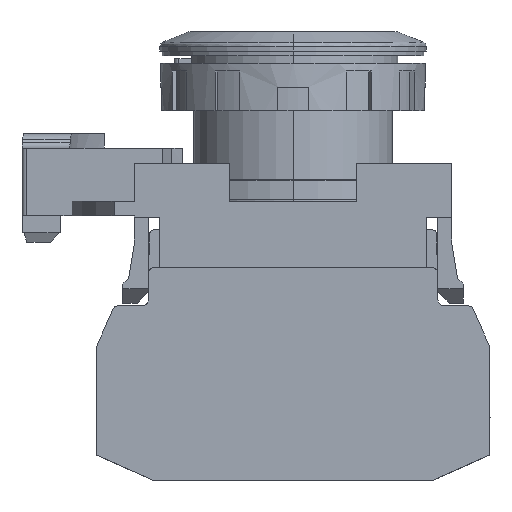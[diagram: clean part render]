
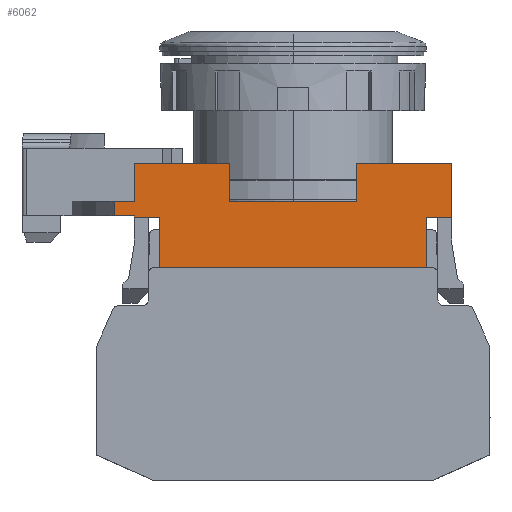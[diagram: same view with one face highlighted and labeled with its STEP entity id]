
A CAD part, left-side view. The second image highlights one B-rep face of the part: STEP entity #6062.
In plain terms, the highlighted planar face has unit normal (-1, 0, 0).
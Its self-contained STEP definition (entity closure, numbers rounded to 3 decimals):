
#2937 = EDGE_LOOP ( 'NONE', ( #6680, #6681, #6682, #6678, #6683, #6684, #6685, #6686, #6687, #6688, #6689, #6690, #6691, #6692, #6694, #6693 ) ) ;
#5096 = VERTEX_POINT ( 'NONE', #13997 ) ;
#5097 = VERTEX_POINT ( 'NONE', #13998 ) ;
#5101 = VERTEX_POINT ( 'NONE', #14002 ) ;
#5102 = VERTEX_POINT ( 'NONE', #14003 ) ;
#5169 = VERTEX_POINT ( 'NONE', #14800 ) ;
#5170 = VERTEX_POINT ( 'NONE', #14801 ) ;
#5171 = VERTEX_POINT ( 'NONE', #14802 ) ;
#5172 = VERTEX_POINT ( 'NONE', #14803 ) ;
#5174 = VERTEX_POINT ( 'NONE', #14805 ) ;
#5178 = VERTEX_POINT ( 'NONE', #14809 ) ;
#5179 = VERTEX_POINT ( 'NONE', #14810 ) ;
#5181 = VERTEX_POINT ( 'NONE', #14812 ) ;
#5183 = VERTEX_POINT ( 'NONE', #14814 ) ;
#5184 = VERTEX_POINT ( 'NONE', #14815 ) ;
#5205 = VERTEX_POINT ( 'NONE', #14836 ) ;
#5206 = VERTEX_POINT ( 'NONE', #14837 ) ;
#5919 = EDGE_CURVE ( 'NONE', #5096, #5097, #16334, .T. ) ;
#5925 = EDGE_CURVE ( 'NONE', #5102, #5101, #16352, .T. ) ;
#6062 = ADVANCED_FACE ( 'NONE', ( #17232 ), #16792, .F. ) ;
#6101 = EDGE_CURVE ( 'NONE', #5169, #5096, #16945, .T. ) ;
#6102 = EDGE_CURVE ( 'NONE', #5097, #5101, #16948, .T. ) ;
#6105 = EDGE_CURVE ( 'NONE', #5102, #5170, #16957, .T. ) ;
#6107 = EDGE_CURVE ( 'NONE', #5170, #5171, #16963, .T. ) ;
#6109 = EDGE_CURVE ( 'NONE', #5171, #5172, #16969, .T. ) ;
#6112 = EDGE_CURVE ( 'NONE', #5172, #5174, #16978, .T. ) ;
#6119 = EDGE_CURVE ( 'NONE', #5174, #5178, #16999, .T. ) ;
#6122 = EDGE_CURVE ( 'NONE', #5178, #5179, #17008, .T. ) ;
#6124 = EDGE_CURVE ( 'NONE', #5179, #5181, #17014, .T. ) ;
#6127 = EDGE_CURVE ( 'NONE', #5181, #5183, #17023, .T. ) ;
#6132 = EDGE_CURVE ( 'NONE', #5183, #5184, #17038, .T. ) ;
#6166 = EDGE_CURVE ( 'NONE', #5205, #5169, #17727, .T. ) ;
#6168 = EDGE_CURVE ( 'NONE', #5205, #5206, #17733, .T. ) ;
#6169 = EDGE_CURVE ( 'NONE', #5206, #5184, #17736, .T. ) ;
#6678 = ORIENTED_EDGE ( 'NONE', *, *, #6119, .F. ) ;
#6680 = ORIENTED_EDGE ( 'NONE', *, *, #6127, .F. ) ;
#6681 = ORIENTED_EDGE ( 'NONE', *, *, #6124, .F. ) ;
#6682 = ORIENTED_EDGE ( 'NONE', *, *, #6122, .F. ) ;
#6683 = ORIENTED_EDGE ( 'NONE', *, *, #6112, .F. ) ;
#6684 = ORIENTED_EDGE ( 'NONE', *, *, #6109, .F. ) ;
#6685 = ORIENTED_EDGE ( 'NONE', *, *, #6107, .F. ) ;
#6686 = ORIENTED_EDGE ( 'NONE', *, *, #6105, .F. ) ;
#6687 = ORIENTED_EDGE ( 'NONE', *, *, #5925, .T. ) ;
#6688 = ORIENTED_EDGE ( 'NONE', *, *, #6102, .F. ) ;
#6689 = ORIENTED_EDGE ( 'NONE', *, *, #5919, .F. ) ;
#6690 = ORIENTED_EDGE ( 'NONE', *, *, #6101, .F. ) ;
#6691 = ORIENTED_EDGE ( 'NONE', *, *, #6166, .F. ) ;
#6692 = ORIENTED_EDGE ( 'NONE', *, *, #6168, .T. ) ;
#6693 = ORIENTED_EDGE ( 'NONE', *, *, #6132, .F. ) ;
#6694 = ORIENTED_EDGE ( 'NONE', *, *, #6169, .T. ) ;
#13997 = CARTESIAN_POINT ( 'NONE',  ( -14.9, 16.7, 5.3 ) ) ;
#13998 = CARTESIAN_POINT ( 'NONE',  ( -14.9, 16.7, 5.5 ) ) ;
#14002 = CARTESIAN_POINT ( 'NONE',  ( -14.9, 18.815, 5.5 ) ) ;
#14003 = CARTESIAN_POINT ( 'NONE',  ( -14.9, 18.815, 7. ) ) ;
#14719 = VECTOR ( 'NONE', #16336, 1000. ) ;
#14726 = VECTOR ( 'NONE', #16354, 1000. ) ;
#14800 = CARTESIAN_POINT ( 'NONE',  ( -14.9, 14., 5.3 ) ) ;
#14801 = CARTESIAN_POINT ( 'NONE',  ( -14.9, 16.7, 7. ) ) ;
#14802 = CARTESIAN_POINT ( 'NONE',  ( -14.9, 16.7, 11. ) ) ;
#14803 = CARTESIAN_POINT ( 'NONE',  ( -14.9, 6.7, 11. ) ) ;
#14805 = CARTESIAN_POINT ( 'NONE',  ( -14.9, 6.7, 7. ) ) ;
#14809 = CARTESIAN_POINT ( 'NONE',  ( -14.9, -6.7, 7. ) ) ;
#14810 = CARTESIAN_POINT ( 'NONE',  ( -14.9, -6.7, 11. ) ) ;
#14812 = CARTESIAN_POINT ( 'NONE',  ( -14.9, -16.7, 11. ) ) ;
#14814 = CARTESIAN_POINT ( 'NONE',  ( -14.9, -16.7, 5.3 ) ) ;
#14815 = CARTESIAN_POINT ( 'NONE',  ( -14.9, -14., 5.3 ) ) ;
#14836 = CARTESIAN_POINT ( 'NONE',  ( -14.9, 14., 0. ) ) ;
#14837 = CARTESIAN_POINT ( 'NONE',  ( -14.9, -14., 0. ) ) ;
#16334 = LINE ( 'NONE', #16335, #14719 ) ;
#16335 = CARTESIAN_POINT ( 'NONE',  ( -14.9, 16.7, 4. ) ) ;
#16336 = DIRECTION ( 'NONE',  ( 0., 0., 1. ) ) ;
#16352 = LINE ( 'NONE', #16353, #14726 ) ;
#16353 = CARTESIAN_POINT ( 'NONE',  ( -14.9, 18.815, 6.25 ) ) ;
#16354 = DIRECTION ( 'NONE',  ( 0., 0., -1. ) ) ;
#16792 = PLANE ( 'NONE',  #17235 ) ;
#16793 = CARTESIAN_POINT ( 'NONE',  ( -14.9, -16.7, 0. ) ) ;
#16794 = DIRECTION ( 'NONE',  ( 1., 0., 0. ) ) ;
#16795 = DIRECTION ( 'NONE',  ( 0., 1., 0. ) ) ;
#16945 = LINE ( 'NONE', #16946, #17297 ) ;
#16946 = CARTESIAN_POINT ( 'NONE',  ( -14.9, 1.057, 5.3 ) ) ;
#16947 = DIRECTION ( 'NONE',  ( 0., 1., 0. ) ) ;
#16948 = LINE ( 'NONE', #16949, #17298 ) ;
#16949 = CARTESIAN_POINT ( 'NONE',  ( -14.9, 1.057, 5.5 ) ) ;
#16950 = DIRECTION ( 'NONE',  ( 0., 1., 0. ) ) ;
#16957 = LINE ( 'NONE', #16958, #17301 ) ;
#16958 = CARTESIAN_POINT ( 'NONE',  ( -14.9, 1.057, 7. ) ) ;
#16959 = DIRECTION ( 'NONE',  ( 0., -1., 0. ) ) ;
#16963 = LINE ( 'NONE', #16964, #17304 ) ;
#16964 = CARTESIAN_POINT ( 'NONE',  ( -14.9, 16.7, 5.5 ) ) ;
#16965 = DIRECTION ( 'NONE',  ( 0., 0., 1. ) ) ;
#16969 = LINE ( 'NONE', #16970, #17306 ) ;
#16970 = CARTESIAN_POINT ( 'NONE',  ( -14.9, 1.057, 11. ) ) ;
#16971 = DIRECTION ( 'NONE',  ( 0., -1., 0. ) ) ;
#16978 = LINE ( 'NONE', #16979, #17309 ) ;
#16979 = CARTESIAN_POINT ( 'NONE',  ( -14.9, 6.7, 5.5 ) ) ;
#16980 = DIRECTION ( 'NONE',  ( 0., 0., -1. ) ) ;
#16999 = LINE ( 'NONE', #17000, #17316 ) ;
#17000 = CARTESIAN_POINT ( 'NONE',  ( -14.9, 1.057, 7. ) ) ;
#17001 = DIRECTION ( 'NONE',  ( 0., -1., 0. ) ) ;
#17008 = LINE ( 'NONE', #17009, #17319 ) ;
#17009 = CARTESIAN_POINT ( 'NONE',  ( -14.9, -6.7, 5.5 ) ) ;
#17010 = DIRECTION ( 'NONE',  ( 0., 0., 1. ) ) ;
#17014 = LINE ( 'NONE', #17015, #17321 ) ;
#17015 = CARTESIAN_POINT ( 'NONE',  ( -14.9, 1.057, 11. ) ) ;
#17016 = DIRECTION ( 'NONE',  ( 0., -1., 0. ) ) ;
#17023 = LINE ( 'NONE', #17024, #17324 ) ;
#17024 = CARTESIAN_POINT ( 'NONE',  ( -14.9, -16.7, 5.5 ) ) ;
#17025 = DIRECTION ( 'NONE',  ( 0., 0., -1. ) ) ;
#17038 = LINE ( 'NONE', #17039, #17329 ) ;
#17039 = CARTESIAN_POINT ( 'NONE',  ( -14.9, 1.057, 5.3 ) ) ;
#17040 = DIRECTION ( 'NONE',  ( 0., 1., 0. ) ) ;
#17232 = FACE_OUTER_BOUND ( 'NONE', #2937, .T. ) ;
#17235 = AXIS2_PLACEMENT_3D ( 'NONE', #16793, #16794, #16795 ) ;
#17297 = VECTOR ( 'NONE', #16947, 1000. ) ;
#17298 = VECTOR ( 'NONE', #16950, 1000. ) ;
#17301 = VECTOR ( 'NONE', #16959, 1000. ) ;
#17304 = VECTOR ( 'NONE', #16965, 1000. ) ;
#17306 = VECTOR ( 'NONE', #16971, 1000. ) ;
#17309 = VECTOR ( 'NONE', #16980, 1000. ) ;
#17316 = VECTOR ( 'NONE', #17001, 1000. ) ;
#17319 = VECTOR ( 'NONE', #17010, 1000. ) ;
#17321 = VECTOR ( 'NONE', #17016, 1000. ) ;
#17324 = VECTOR ( 'NONE', #17025, 1000. ) ;
#17329 = VECTOR ( 'NONE', #17040, 1000. ) ;
#17364 = VECTOR ( 'NONE', #17729, 1000. ) ;
#17366 = VECTOR ( 'NONE', #17735, 1000. ) ;
#17367 = VECTOR ( 'NONE', #17738, 1000. ) ;
#17727 = LINE ( 'NONE', #17728, #17364 ) ;
#17728 = CARTESIAN_POINT ( 'NONE',  ( -14.9, 14., 5.5 ) ) ;
#17729 = DIRECTION ( 'NONE',  ( 0., 0., 1. ) ) ;
#17733 = LINE ( 'NONE', #17734, #17366 ) ;
#17734 = CARTESIAN_POINT ( 'NONE',  ( -14.9, 0., 0. ) ) ;
#17735 = DIRECTION ( 'NONE',  ( 0., -1., 0. ) ) ;
#17736 = LINE ( 'NONE', #17737, #17367 ) ;
#17737 = CARTESIAN_POINT ( 'NONE',  ( -14.9, -14., 2.65 ) ) ;
#17738 = DIRECTION ( 'NONE',  ( 0., 0., 1. ) ) ;
